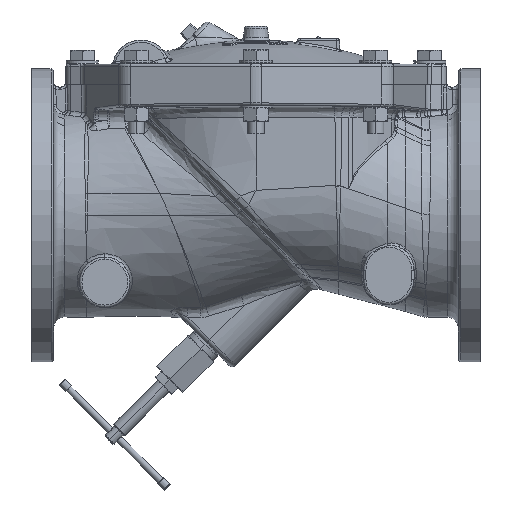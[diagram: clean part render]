
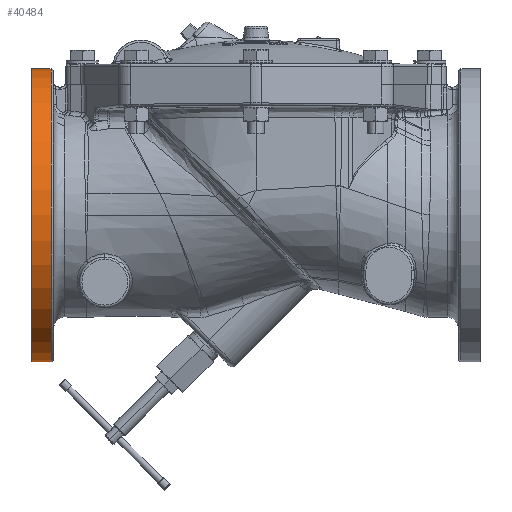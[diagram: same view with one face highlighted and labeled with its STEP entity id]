
A CAD part, top view. The second image highlights one B-rep face of the part: STEP entity #40484.
In plain terms, the highlighted cylindrical face has radius 203.2 mm (diameter 406.4 mm), a partial arc.
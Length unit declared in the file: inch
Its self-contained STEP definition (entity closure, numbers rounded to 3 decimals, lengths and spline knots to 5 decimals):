
#1455=CARTESIAN_POINT('',(-12.25,0.,0.));
#1456=DIRECTION('',(1.,0.,0.));
#1457=DIRECTION('',(0.,1.,0.));
#1458=AXIS2_PLACEMENT_3D('',#1455,#1456,#1457);
#1460=CARTESIAN_POINT('',(-11.18559,0.,0.));
#1461=DIRECTION('',(-1.,0.,0.));
#1462=DIRECTION('',(0.,-1.,0.));
#1463=AXIS2_PLACEMENT_3D('',#1460,#1461,#1462);
#1470=DIRECTION('',(-1.,0.,0.));
#1471=VECTOR('',#1470,1.06441);
#1472=CARTESIAN_POINT('',(-11.18559,-8.,0.));
#1473=LINE('',#1472,#1471);
#1479=DIRECTION('',(-1.,0.,0.));
#1480=VECTOR('',#1479,1.06441);
#1481=CARTESIAN_POINT('',(-11.18559,8.,0.));
#1482=LINE('',#1481,#1480);
#38107=CARTESIAN_POINT('',(-11.18559,8.,0.));
#38108=CARTESIAN_POINT('',(-11.18559,-8.,0.));
#38109=VERTEX_POINT('',#38107);
#38110=VERTEX_POINT('',#38108);
#38127=CARTESIAN_POINT('',(-12.25,8.,0.));
#38128=CARTESIAN_POINT('',(-12.25,-8.,0.));
#38129=VERTEX_POINT('',#38127);
#38130=VERTEX_POINT('',#38128);
#40470=CARTESIAN_POINT('',(-13.71589,0.,0.));
#40471=DIRECTION('',(1.,0.,0.));
#40472=DIRECTION('',(0.,-1.,0.));
#40473=AXIS2_PLACEMENT_3D('',#40470,#40471,#40472);
#40474=CYLINDRICAL_SURFACE('',#40473,8.);
#40475=ORIENTED_EDGE('',*,*,#40379,.F.);
#40477=ORIENTED_EDGE('',*,*,#40476,.F.);
#40479=ORIENTED_EDGE('',*,*,#40478,.F.);
#40481=ORIENTED_EDGE('',*,*,#40480,.T.);
#40482=EDGE_LOOP('',(#40475,#40477,#40479,#40481));
#40483=FACE_OUTER_BOUND('',#40482,.F.);
#1459=CIRCLE('',#1458,8.);
#1464=CIRCLE('',#1463,8.);
#40379=EDGE_CURVE('',#38129,#38130,#1459,.T.);
#40476=EDGE_CURVE('',#38109,#38129,#1482,.T.);
#40478=EDGE_CURVE('',#38110,#38109,#1464,.T.);
#40480=EDGE_CURVE('',#38110,#38130,#1473,.T.);
#40484=ADVANCED_FACE('',(#40483),#40474,.T.);
